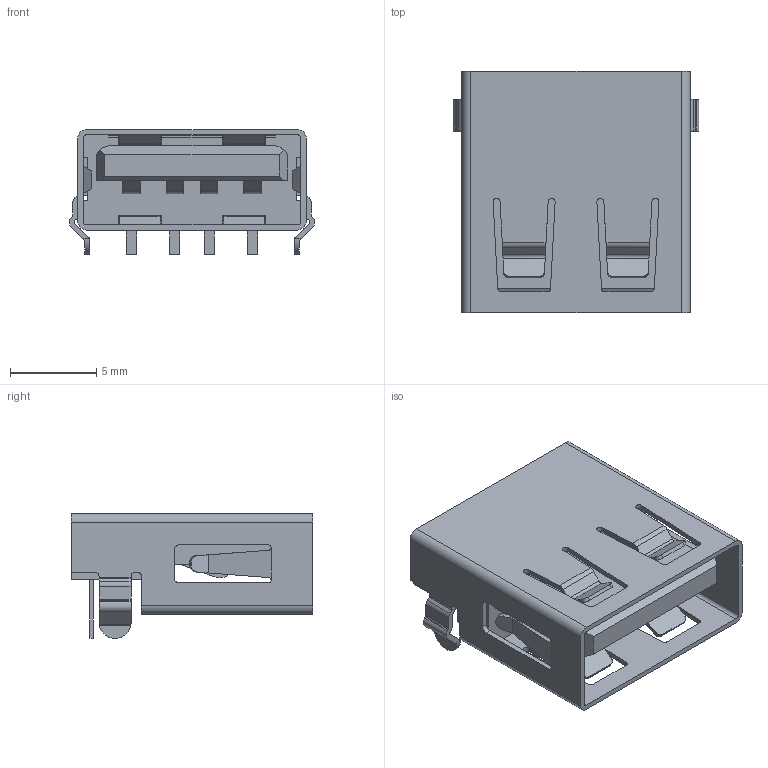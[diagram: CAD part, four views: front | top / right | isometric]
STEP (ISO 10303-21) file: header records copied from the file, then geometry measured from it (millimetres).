
FILE_DESCRIPTION(/* description */ (''),/* implementation_level */ '2;1');
FILE_NAME(/* name */ 'U-A-24DD-W-16.step',/* time_stamp */ '2023-10-22T14:59:22+08:00',/* author */ (''),/* organization */ (''),/* preprocessor_version */ 'ST-DEVELOPER v19.2',/* originating_system */ 'Autodesk Translation Framework v12.6.0.85',/* authorisation */ '');
FILE_SCHEMA (('AUTOMOTIVE_DESIGN { 1 0 10303 214 3 1 1 }'));
Length unit declared in the file: millimetre
Products named in the file (4): 3D_PCB1_2023-10-22; USB1; USB-A-TH_U-A-24DD-W-16; COMPOUND (1)
Assembly tree (3 placements, depth 4):
  3D_PCB1_2023-10-22
    USB1
      USB-A-TH_U-A-24DD-W-16
        COMPOUND (1)
Bounding box: 14.2 x 13.95 x 7.2 mm (x, y, z)
Volume: 583.3 mm3; surface area: 1560.4 mm2
Topology: 6 solids, 6 shells, 388 faces, 1082 edges, 718 vertices
Faces by surface type: plane 258, cylinder 116, bspline 14
Entity records: 13563 total; most frequent: CARTESIAN_POINT 3065, ORIENTED_EDGE 2164, DIRECTION 2042, EDGE_CURVE 1082, LINE 812, VECTOR 812, VERTEX_POINT 718, AXIS2_PLACEMENT_3D 615
